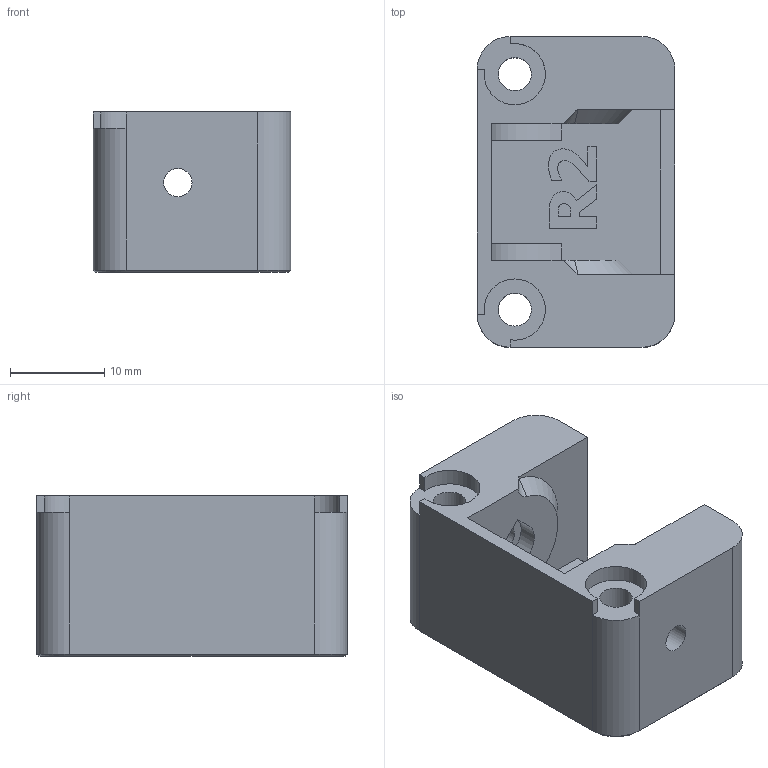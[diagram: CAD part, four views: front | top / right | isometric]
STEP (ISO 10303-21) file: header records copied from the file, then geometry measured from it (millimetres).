
FILE_DESCRIPTION(/* description */ (''),/* implementation_level */ '2;1');
FILE_NAME(/* name */ 'frame-energy-chain-mount.stp',/* time_stamp */ '2023-12-19T12:38:35+01:00',/* author */ ('Dominik Tebich'),/* organization */ (''),/* preprocessor_version */ 'ST-DEVELOPER v19.2',/* originating_system */ 'Autodesk Inventor 2023',/* authorisation */ '');
FILE_SCHEMA (('AUTOMOTIVE_DESIGN { 1 0 10303 214 3 1 1 }'));
Length unit declared in the file: millimetre
Products named in the file (1): frame-energy-chain-mount_R2
Bounding box: 21 x 33 x 17 mm (x, y, z)
Volume: 6332.1 mm3; surface area: 4211.2 mm2
Topology: 1 solids, 1 shells, 120 faces, 317 edges, 204 vertices
Faces by surface type: plane 76, cylinder 16, bspline 16, cone 12
Full cylindrical faces by diameter (mm): 3 x2, 3.5 x2, 5.7 x2
Entity records: 3828 total; most frequent: CARTESIAN_POINT 864, ORIENTED_EDGE 634, DIRECTION 557, EDGE_CURVE 317, LINE 215, VECTOR 215, VERTEX_POINT 204, AXIS2_PLACEMENT_3D 171
